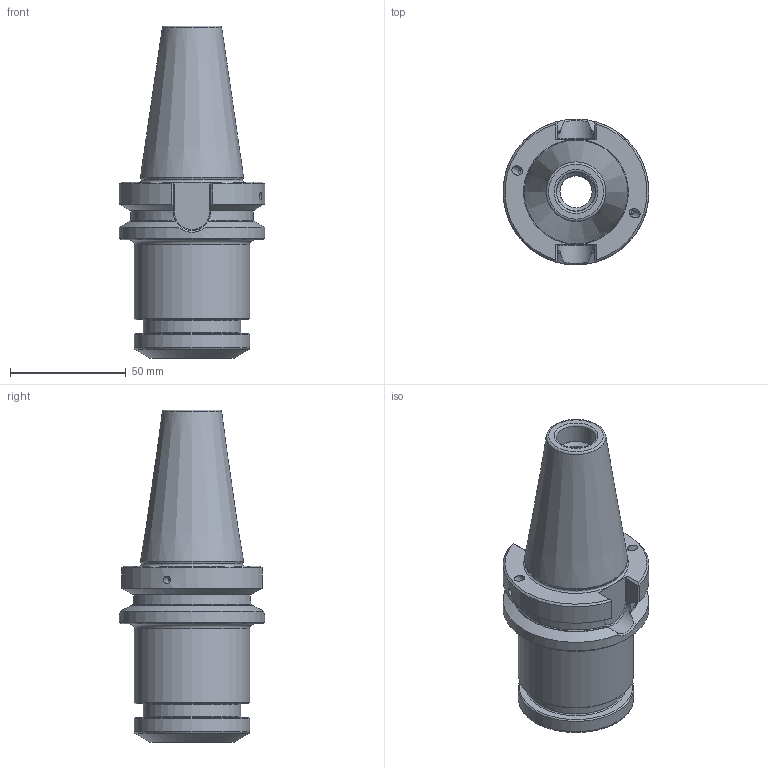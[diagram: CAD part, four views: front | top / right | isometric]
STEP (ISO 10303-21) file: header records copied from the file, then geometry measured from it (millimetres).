
FILE_DESCRIPTION(/* description */ (''),/* implementation_level */ '2;1');
FILE_NAME(/* name */ '214073243.stp',/* time_stamp */ '2021-01-08T12:32:22',/* author */ ('LRA'),/* organization */ ('REGO-FIX'),/* preprocessor_version */ ' Unknown',/* originating_system */ 'SIEMENS PLM Software Solid Edge ST10',/* authorization */ 'Unknown');
FILE_SCHEMA (('AUTOMOTIVE_DESIGN { 1 0 10303 214 2 1 1}'));
Length unit declared in the file: millimetre
Products named in the file (1): NOCUT
Bounding box: 63 x 63 x 143.4 mm (x, y, z)
Volume: 163606.4 mm3; surface area: 37016.1 mm2
Topology: 1 solids, 1 shells, 98 faces, 259 edges, 164 vertices
Faces by surface type: plane 39, cylinder 26, cone 17, torus 14, bspline 2
Full cylindrical faces by diameter (mm): 3.242 x4, 3.9 x2, 13.835 x2, 17 x1, 33 x1, 42 x1, 50 x2, 63 x1
Entity records: 3658 total; most frequent: CARTESIAN_POINT 802, DIRECTION 432, ORIENTED_EDGE 412, EDGE_CURVE 206, AXIS2_PLACEMENT_3D 184, VERTEX_POINT 148, FACE_BOUND 146, EDGE_LOOP 144
